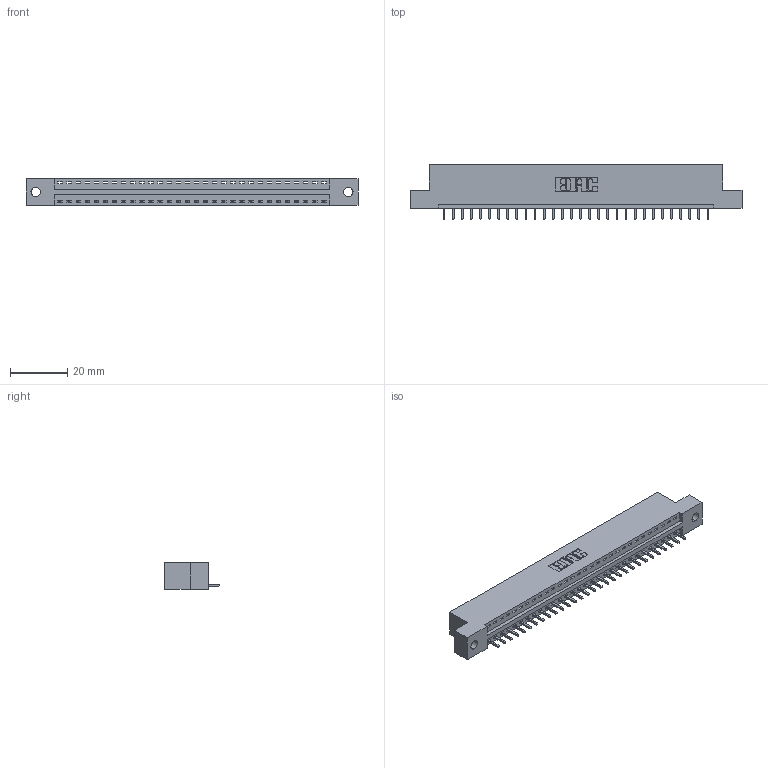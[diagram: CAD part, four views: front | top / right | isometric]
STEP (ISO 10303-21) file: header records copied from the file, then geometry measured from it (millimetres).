
FILE_DESCRIPTION (( 'STEP AP203' ), '1' );
FILE_NAME ('396-030-521-102.STEP', '2018-09-05T06:06:41', ( '' ), ( '' ), 'SwSTEP 2.0', 'SolidWorks 2016', '' );
FILE_SCHEMA (( 'CONFIG_CONTROL_DESIGN' ));
Length unit declared in the file: inch
Products named in the file (3): 346 Part_Flush Mounting Lugs - 0.128 Dia; 345-292-001_345-293-121; 396-030-521-102
Assembly tree (31 placements, depth 2):
  396-030-521-102
    346 Part_Flush Mounting Lugs - 0.128 Dia
    345-292-001_345-293-121  x30
Bounding box: 115.82 x 19.05 x 9.4 mm (x, y, z)
Volume: 10882.2 mm3; surface area: 12861.1 mm2
Topology: 31 solids, 31 shells, 1862 faces, 5609 edges, 3698 vertices
Faces by surface type: plane 1276, cylinder 586
Entity records: 20255 total; most frequent: CARTESIAN_POINT 3482, ORIENTED_EDGE 3446, DIRECTION 3087, EDGE_CURVE 1723, VECTOR 1471, LINE 1471, VERTEX_POINT 1146, AXIS2_PLACEMENT_3D 808
